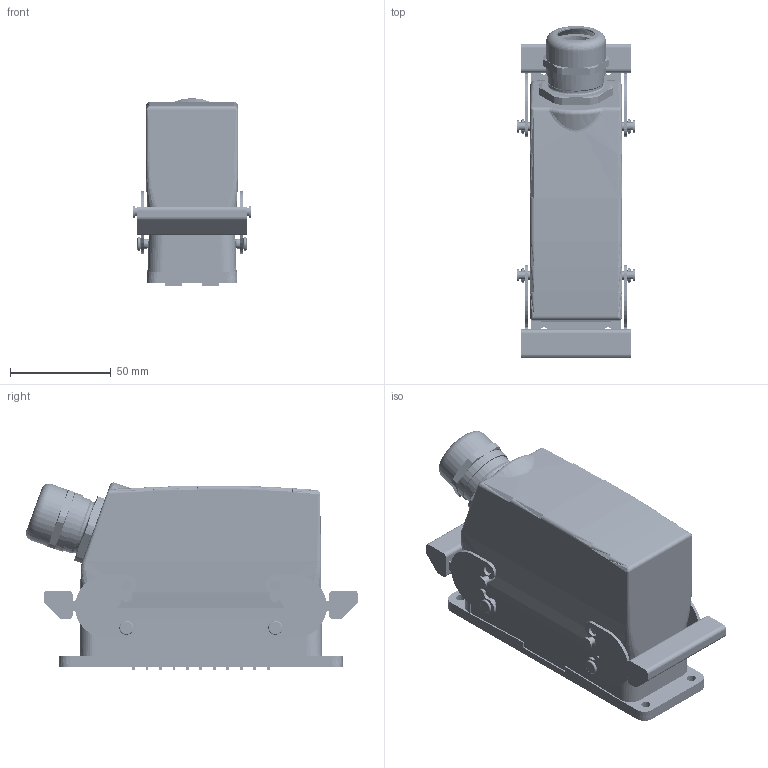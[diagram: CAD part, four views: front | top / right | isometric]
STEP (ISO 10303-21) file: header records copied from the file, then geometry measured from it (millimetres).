
FILE_DESCRIPTION(('CATIA V5 STEP Exchange','CAx-IF Rec.Pracs.--- Model Styling and Organization---1.4--- 2014-01-23'),'2;1');
FILE_NAME ('005103-1_3', '2019-11-25T14:11:03+00:00', ('none'), ('Weidmueller'), 'CATIA Version 5-6 Release 2016 SP3 HF44', 'CATIA V5 STEP AP214', 'none');
FILE_SCHEMA(('AUTOMOTIVE_DESIGN { 1 0 10303 214 1 1 1 1 }'));
Length unit declared in the file: millimetre
Products named in the file (1): 1061790000 
Bounding box: 59 x 164.85 x 92.94 mm (x, y, z)
Volume: 297826.5 mm3; surface area: 168142.6 mm2
Topology: 1 solids, 203 shells, 8525 faces, 24845 edges, 16428 vertices
Faces by surface type: plane 5659, cylinder 1787, cone 657, torus 209, extrusion 116, bspline 69, sphere 20, revolution 8
Entity records: 272151 total; most frequent: CARTESIAN_POINT 62681, ORIENTED_EDGE 49562, DIRECTION 33261, EDGE_CURVE 24781, VECTOR 17717, LINE 17601, VERTEX_POINT 16428, AXIS2_PLACEMENT_3D 10461
